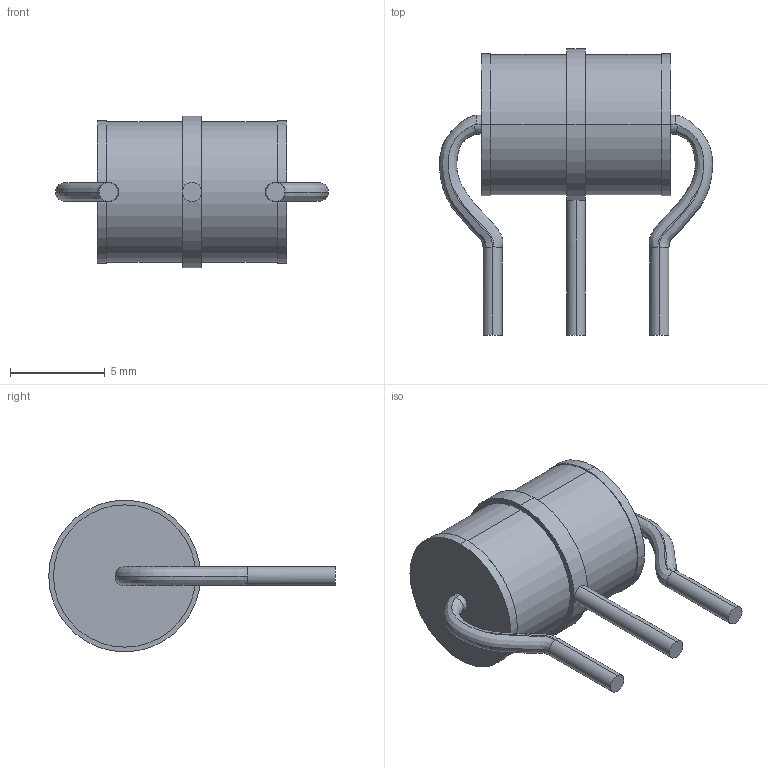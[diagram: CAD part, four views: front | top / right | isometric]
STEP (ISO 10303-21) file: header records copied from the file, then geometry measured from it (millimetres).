
FILE_DESCRIPTION (( 'STEP AP214' ), '1' );
FILE_NAME ('3C790011-E583-40E8-82C0-26C767A987B8.STEP', '2025-04-08T14:51:19', ( '' ), ( '' ), 'SwSTEP 2.0', 'SolidWorks 2022', '' );
FILE_SCHEMA (( 'AUTOMOTIVE_DESIGN' ));
Length unit declared in the file: millimetre
Products named in the file (1): 3C790011-E583-40E8-82C0-26C767A987B8
Bounding box: 14.4 x 15.1 x 8 mm (x, y, z)
Volume: 463.9 mm3; surface area: 442.2 mm2
Topology: 1 solids, 1 shells, 46 faces, 106 edges, 68 vertices
Faces by surface type: cylinder 21, plane 17, bspline 8
Entity records: 4994 total; most frequent: CARTESIAN_POINT 3485, ORIENTED_EDGE 212, DIRECTION 174, EDGE_CURVE 106, AXIS2_PLACEMENT_3D 71, VERTEX_POINT 68, EDGE_LOOP 52, UNCERTAINTY_MEASURE_WITH_UNIT 49
